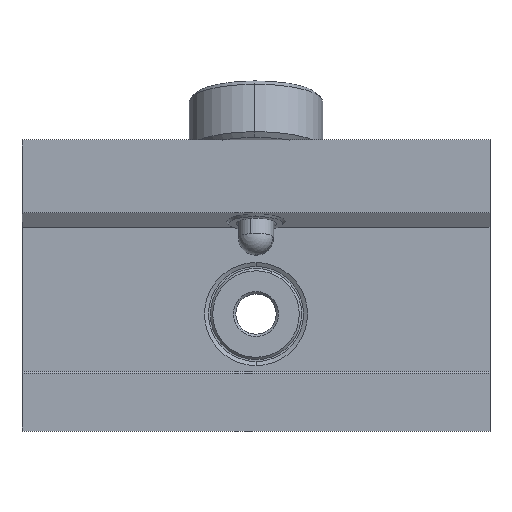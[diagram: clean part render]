
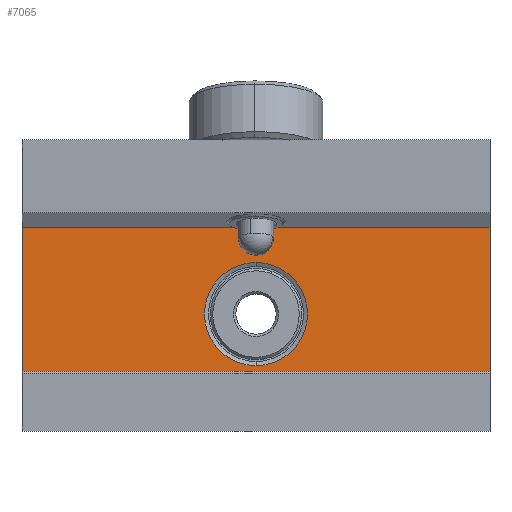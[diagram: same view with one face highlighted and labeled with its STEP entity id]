
A CAD part, front view. The second image highlights one B-rep face of the part: STEP entity #7065.
In plain terms, the highlighted planar face has unit normal (0, -1, 0).
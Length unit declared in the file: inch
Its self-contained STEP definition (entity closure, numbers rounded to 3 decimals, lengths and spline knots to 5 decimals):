
#23 = VECTOR ( 'NONE', #7419, 39.37008 ) ;
#327 = CIRCLE ( 'NONE', #382, 0.22032 ) ;
#378 = VECTOR ( 'NONE', #4404, 39.37008 ) ;
#382 = AXIS2_PLACEMENT_3D ( 'NONE', #14160, #14163, #14155 ) ;
#3558 = CARTESIAN_POINT ( 'NONE',  ( 0.50144, 0.42578, 0.99933 ) ) ;
#3559 = CARTESIAN_POINT ( 'NONE',  ( 0.49606, 0.42578, 0.99933 ) ) ;
#3560 = CARTESIAN_POINT ( 'NONE',  ( 0.49071, 0.42578, 1.00099 ) ) ;
#3561 = CARTESIAN_POINT ( 'NONE',  ( 0.4854, 0.42578, 1.00432 ) ) ;
#4403 = CARTESIAN_POINT ( 'NONE',  ( 1.50144, 0.42578, 0.24447 ) ) ;
#4404 = DIRECTION ( 'NONE',  ( -1., 0., 0. ) ) ;
#4823 = EDGE_CURVE ( 'NONE', #6521, #6357, #16319, .T. ) ;
#4829 = EDGE_CURVE ( 'NONE', #6357, #6514, #14000, .T. ) ;
#4831 = EDGE_CURVE ( 'NONE', #6521, #6338, #16241, .T. ) ;
#4836 = EDGE_CURVE ( 'NONE', #6365, #6440, #16233, .T. ) ;
#4837 = EDGE_CURVE ( 'NONE', #6581, #6365, #16231, .T. ) ;
#4883 = EDGE_CURVE ( 'NONE', #6369, #6526, #327, .T. ) ;
#4925 = EDGE_CURVE ( 'NONE', #6338, #6440, #11117, .T. ) ;
#5706 = EDGE_LOOP ( 'NONE', ( #6528, #6527, #6567, #6563, #6533, #6540, #6525 ) ) ;
#5718 = EDGE_LOOP ( 'NONE', ( #6565, #6538 ) ) ;
#6338 = VERTEX_POINT ( 'NONE', #7973 ) ;
#6357 = VERTEX_POINT ( 'NONE', #7979 ) ;
#6365 = VERTEX_POINT ( 'NONE', #7982 ) ;
#6369 = VERTEX_POINT ( 'NONE', #7984 ) ;
#6440 = VERTEX_POINT ( 'NONE', #8015 ) ;
#6514 = VERTEX_POINT ( 'NONE', #8039 ) ;
#6521 = VERTEX_POINT ( 'NONE', #8043 ) ;
#6525 = ORIENTED_EDGE ( 'NONE', *, *, #4831, .F. ) ;
#6526 = VERTEX_POINT ( 'NONE', #8046 ) ;
#6527 = ORIENTED_EDGE ( 'NONE', *, *, #4829, .T. ) ;
#6528 = ORIENTED_EDGE ( 'NONE', *, *, #4823, .T. ) ;
#6533 = ORIENTED_EDGE ( 'NONE', *, *, #4836, .T. ) ;
#6538 = ORIENTED_EDGE ( 'NONE', *, *, #4883, .T. ) ;
#6540 = ORIENTED_EDGE ( 'NONE', *, *, #4925, .F. ) ;
#6563 = ORIENTED_EDGE ( 'NONE', *, *, #4837, .T. ) ;
#6565 = ORIENTED_EDGE ( 'NONE', *, *, #16186, .T. ) ;
#6567 = ORIENTED_EDGE ( 'NONE', *, *, #16120, .T. ) ;
#6581 = VERTEX_POINT ( 'NONE', #8059 ) ;
#7065 = ADVANCED_FACE ( 'NONE', ( #15241, #15242 ), #9587, .F. ) ;
#7258 = CARTESIAN_POINT ( 'NONE',  ( 0.50144, 0.42578, 0.99933 ) ) ;
#7268 = DIRECTION ( 'NONE',  ( 0., 0., -1. ) ) ;
#7277 = CARTESIAN_POINT ( 'NONE',  ( 1.50144, 0.42578, 1.00432 ) ) ;
#7291 = CARTESIAN_POINT ( 'NONE',  ( -0.49856, 0.42578, 1.00432 ) ) ;
#7314 = CARTESIAN_POINT ( 'NONE',  ( 0.50681, 0.42578, 0.99933 ) ) ;
#7319 = DIRECTION ( 'NONE',  ( -1., 0., 0. ) ) ;
#7325 = CARTESIAN_POINT ( 'NONE',  ( 0.51748, 0.42578, 1.00432 ) ) ;
#7331 = DIRECTION ( 'NONE',  ( 0., 0., -1. ) ) ;
#7333 = CARTESIAN_POINT ( 'NONE',  ( 1.50144, 0.42578, 1.00432 ) ) ;
#7342 = CARTESIAN_POINT ( 'NONE',  ( 0.51217, 0.42578, 1.00099 ) ) ;
#7357 = CARTESIAN_POINT ( 'NONE',  ( 1.50144, 0.42578, 1.00432 ) ) ;
#7419 = DIRECTION ( 'NONE',  ( -1., 0., 0. ) ) ;
#7973 = CARTESIAN_POINT ( 'NONE',  ( 1.50144, 0.42578, 0.24447 ) ) ;
#7979 = CARTESIAN_POINT ( 'NONE',  ( 0.51748, 0.42578, 1.00432 ) ) ;
#7982 = CARTESIAN_POINT ( 'NONE',  ( -0.49856, 0.42578, 1.00432 ) ) ;
#7984 = CARTESIAN_POINT ( 'NONE',  ( 0.50144, 0.42578, 0.85379 ) ) ;
#8015 = CARTESIAN_POINT ( 'NONE',  ( -0.49856, 0.42578, 0.24447 ) ) ;
#8039 = CARTESIAN_POINT ( 'NONE',  ( 0.50144, 0.42578, 0.99933 ) ) ;
#8043 = CARTESIAN_POINT ( 'NONE',  ( 1.50144, 0.42578, 1.00432 ) ) ;
#8046 = CARTESIAN_POINT ( 'NONE',  ( 0.50144, 0.42578, 0.41315 ) ) ;
#8059 = CARTESIAN_POINT ( 'NONE',  ( 0.4854, 0.42578, 1.00432 ) ) ;
#8623 = CIRCLE ( 'NONE', #8636, 0.22032 ) ;
#8636 = AXIS2_PLACEMENT_3D ( 'NONE', #10767, #10768, #10769 ) ;
#9587 = PLANE ( 'NONE',  #10159 ) ;
#9588 = CARTESIAN_POINT ( 'NONE',  ( 1.50144, 0.42578, 1.00432 ) ) ;
#9589 = DIRECTION ( 'NONE',  ( 0., 1., 0. ) ) ;
#9590 = DIRECTION ( 'NONE',  ( 0., 0., 1. ) ) ;
#10159 = AXIS2_PLACEMENT_3D ( 'NONE', #9588, #9589, #9590 ) ;
#10767 = CARTESIAN_POINT ( 'NONE',  ( 0.50144, 0.42578, 0.63347 ) ) ;
#10768 = DIRECTION ( 'NONE',  ( 0., 1., 0. ) ) ;
#10769 = DIRECTION ( 'NONE',  ( 0., 0., 1. ) ) ;
#11117 = LINE ( 'NONE', #4403, #378 ) ;
#14000 =( BOUNDED_CURVE ( )  B_SPLINE_CURVE ( 3, ( #7325, #7342, #7314, #7258 ),
 .UNSPECIFIED., .F., .T. ) 
 B_SPLINE_CURVE_WITH_KNOTS ( ( 4, 4 ),
 ( 2.98133, 3.14159 ),
 .UNSPECIFIED. ) 
 CURVE ( )  GEOMETRIC_REPRESENTATION_ITEM ( )  RATIONAL_B_SPLINE_CURVE ( ( 1., 0.998, 0.998, 1. ) ) 
 REPRESENTATION_ITEM ( '' )  );
#14155 = DIRECTION ( 'NONE',  ( 0., 0., 1. ) ) ;
#14160 = CARTESIAN_POINT ( 'NONE',  ( 0.50144, 0.42578, 0.63347 ) ) ;
#14163 = DIRECTION ( 'NONE',  ( 0., 1., 0. ) ) ;
#14162 =( BOUNDED_CURVE ( )  B_SPLINE_CURVE ( 3, ( #3558, #3559, #3560, #3561 ),
 .UNSPECIFIED., .F., .T. ) 
 B_SPLINE_CURVE_WITH_KNOTS ( ( 4, 4 ),
 ( 3.14159, 3.30186 ),
 .UNSPECIFIED. ) 
 CURVE ( )  GEOMETRIC_REPRESENTATION_ITEM ( )  RATIONAL_B_SPLINE_CURVE ( ( 1., 0.998, 0.998, 1. ) ) 
 REPRESENTATION_ITEM ( '' )  );
#15241 = FACE_BOUND ( 'NONE', #5718, .T. ) ;
#15242 = FACE_OUTER_BOUND ( 'NONE', #5706, .T. ) ;
#16120 = EDGE_CURVE ( 'NONE', #6514, #6581, #14162, .T. ) ;
#16186 = EDGE_CURVE ( 'NONE', #6526, #6369, #8623, .T. ) ;
#16231 = LINE ( 'NONE', #7333, #17215 ) ;
#16233 = LINE ( 'NONE', #7291, #17234 ) ;
#16241 = LINE ( 'NONE', #7277, #17228 ) ;
#16319 = LINE ( 'NONE', #7357, #23 ) ;
#17215 = VECTOR ( 'NONE', #7319, 39.37008 ) ;
#17228 = VECTOR ( 'NONE', #7268, 39.37008 ) ;
#17234 = VECTOR ( 'NONE', #7331, 39.37008 ) ;
